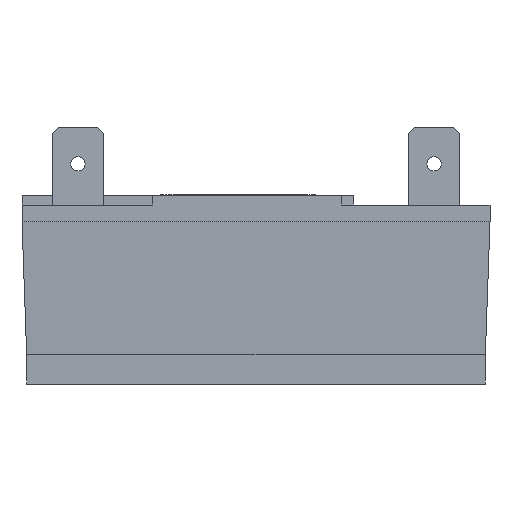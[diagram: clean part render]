
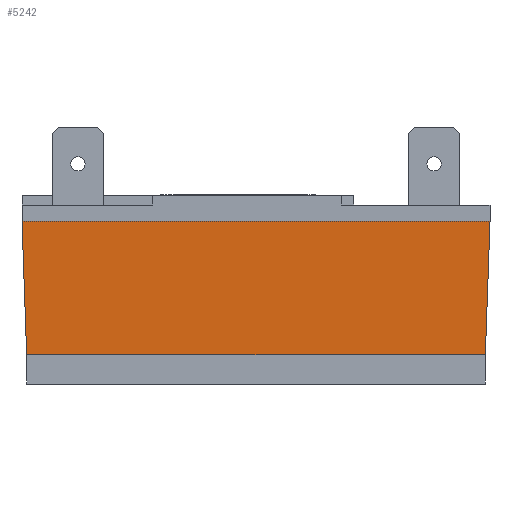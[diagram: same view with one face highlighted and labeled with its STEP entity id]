
A CAD part, left-side view. The second image highlights one B-rep face of the part: STEP entity #5242.
In plain terms, the highlighted planar face has unit normal (-1, 0, -0.026).
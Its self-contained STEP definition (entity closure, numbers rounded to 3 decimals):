
#1432=CARTESIAN_POINT('',(-22.25,28.9,20.32));
#1433=VERTEX_POINT('',#1432);
#1440=CARTESIAN_POINT('',(-22.25,-28.9,20.32));
#1441=VERTEX_POINT('',#1440);
#1442=CARTESIAN_POINT('',(-22.25,-28.9,20.32));
#1443=DIRECTION('',(0.0,1.0,0.0));
#1444=VECTOR('',#1443,57.8);
#1445=LINE('',#1442,#1444);
#1446=EDGE_CURVE('',#1441,#1433,#1445,.T.);
#5212=CARTESIAN_POINT('',(-22.019,0.0,11.506));
#5213=DIRECTION('',(1.,0.0,0.026));
#5214=DIRECTION('',(0.0,-1.0,0.0));
#5215=AXIS2_PLACEMENT_3D('',#5212,#5213,#5214);
#5216=PLANE('',#5215);
#5217=CARTESIAN_POINT('',(-21.818,-28.324,3.82));
#5218=VERTEX_POINT('',#5217);
#5219=CARTESIAN_POINT('',(-21.818,28.324,3.82));
#5220=VERTEX_POINT('',#5219);
#5221=CARTESIAN_POINT('',(-21.818,-28.324,3.82));
#5222=DIRECTION('',(0.0,1.0,0.0));
#5223=VECTOR('',#5222,56.648);
#5224=LINE('',#5221,#5223);
#5225=EDGE_CURVE('',#5218,#5220,#5224,.T.);
#5226=ORIENTED_EDGE('',*,*,#5225,.F.);
#5227=CARTESIAN_POINT('',(-21.818,-28.324,3.82));
#5228=DIRECTION('',(-0.026,-0.035,0.999));
#5229=VECTOR('',#5228,16.516);
#5230=LINE('',#5227,#5229);
#5231=EDGE_CURVE('',#5218,#1441,#5230,.T.);
#5232=ORIENTED_EDGE('',*,*,#5231,.T.);
#5233=ORIENTED_EDGE('',*,*,#1446,.T.);
#5234=CARTESIAN_POINT('',(-22.25,28.9,20.32));
#5235=DIRECTION('',(0.026,-0.035,-0.999));
#5236=VECTOR('',#5235,16.516);
#5237=LINE('',#5234,#5236);
#5238=EDGE_CURVE('',#1433,#5220,#5237,.T.);
#5239=ORIENTED_EDGE('',*,*,#5238,.T.);
#5240=EDGE_LOOP('',(#5226,#5232,#5233,#5239));
#5241=FACE_OUTER_BOUND('',#5240,.T.);
#5242=ADVANCED_FACE('',(#5241),#5216,.F.);
